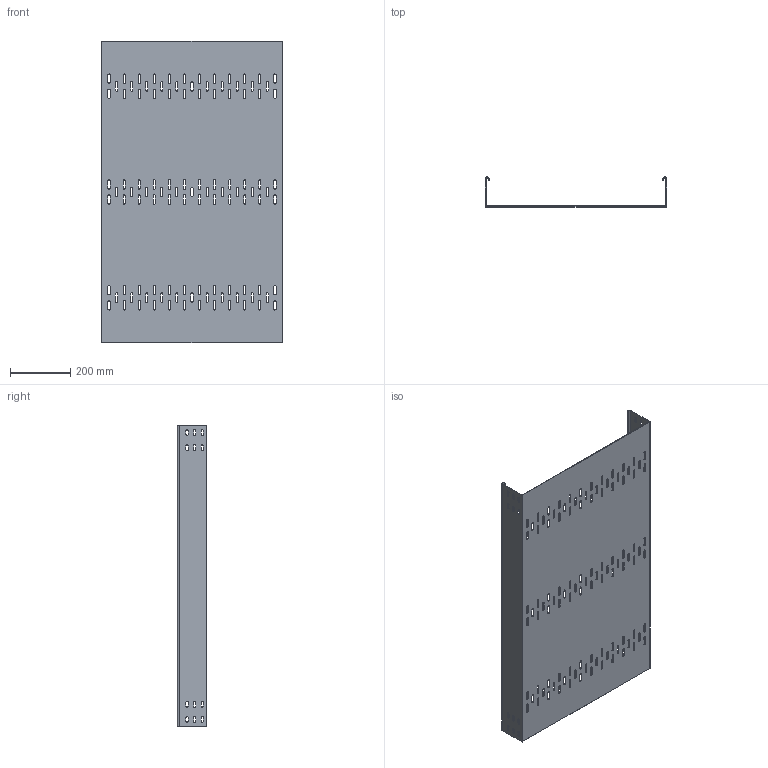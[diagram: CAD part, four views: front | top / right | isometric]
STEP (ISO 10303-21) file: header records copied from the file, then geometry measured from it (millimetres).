
FILE_DESCRIPTION (( 'STEP AP214' ), '1' );
FILE_NAME ('6061900.stp', '2019-12-02T14:31:05', ( '' ), ( '' ), 'SwSTEP 2.0', 'SolidWorks 2018', '' );
FILE_SCHEMA (( 'AUTOMOTIVE_DESIGN' ));
Length unit declared in the file: millimetre
Products named in the file (1): 6061900
Bounding box: 600 x 98 x 1000 mm (x, y, z)
Volume: 1583784.8 mm3; surface area: 1608476.2 mm2
Topology: 1 solids, 1 shells, 655 faces, 1943 edges, 1290 vertices
Faces by surface type: cylinder 367, plane 288
Entity records: 29676 total; most frequent: DIRECTION 3989, CARTESIAN_POINT 3889, ORIENTED_EDGE 3886, EDGE_CURVE 1943, AXIS2_PLACEMENT_3D 1390, VERTEX_POINT 1290, LINE 1209, VECTOR 1209
